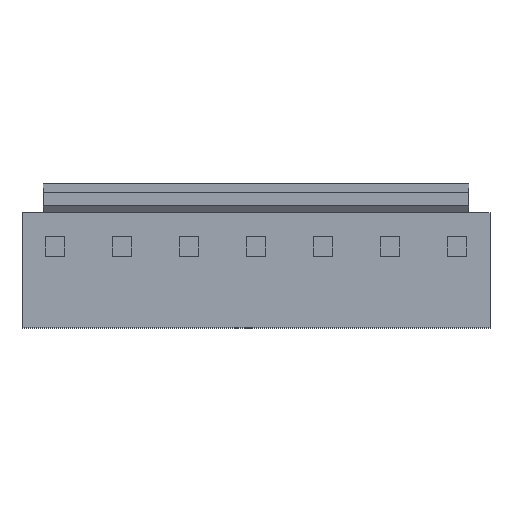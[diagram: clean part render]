
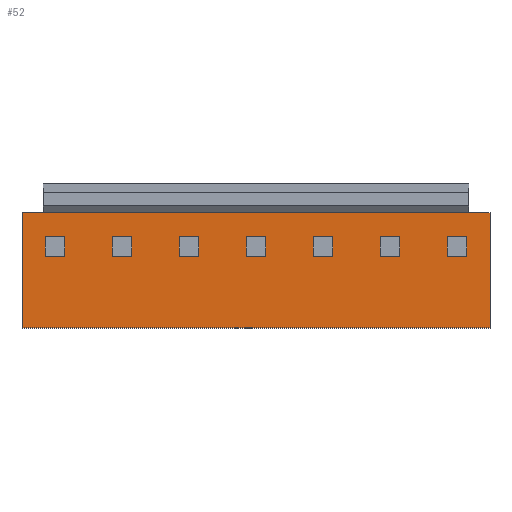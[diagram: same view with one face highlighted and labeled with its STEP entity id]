
A CAD part, top view. The second image highlights one B-rep face of the part: STEP entity #52.
In plain terms, the highlighted planar face has unit normal (0, 0, 1).
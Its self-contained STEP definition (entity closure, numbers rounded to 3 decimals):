
#52=ADVANCED_FACE('',(#156,#157,#158,#159,#160,#161,#162,#163),#164,.T.);
#156=FACE_OUTER_BOUND('',#350,.T.);
#157=FACE_BOUND('',#351,.T.);
#158=FACE_BOUND('',#352,.T.);
#159=FACE_BOUND('',#353,.T.);
#160=FACE_BOUND('',#354,.T.);
#161=FACE_BOUND('',#355,.T.);
#162=FACE_BOUND('',#356,.T.);
#163=FACE_BOUND('',#357,.T.);
#164=PLANE('',#358);
#350=EDGE_LOOP('',(#599,#600,#601,#602,#603,#604));
#351=EDGE_LOOP('',(#605,#606,#607,#608));
#352=EDGE_LOOP('',(#609,#610,#611,#612));
#353=EDGE_LOOP('',(#613,#614,#615,#616));
#354=EDGE_LOOP('',(#617,#618,#619,#620));
#355=EDGE_LOOP('',(#621,#622,#623,#624));
#356=EDGE_LOOP('',(#625,#626,#627,#628));
#357=EDGE_LOOP('',(#629,#630,#631,#632));
#358=AXIS2_PLACEMENT_3D('',#633,#634,#635);
#599=ORIENTED_EDGE('',*,*,#1235,.T.);
#600=ORIENTED_EDGE('',*,*,#1277,.T.);
#601=ORIENTED_EDGE('',*,*,#1278,.F.);
#602=ORIENTED_EDGE('',*,*,#1279,.T.);
#603=ORIENTED_EDGE('',*,*,#1280,.F.);
#604=ORIENTED_EDGE('',*,*,#1237,.F.);
#605=ORIENTED_EDGE('',*,*,#1281,.T.);
#606=ORIENTED_EDGE('',*,*,#1282,.T.);
#607=ORIENTED_EDGE('',*,*,#1283,.F.);
#608=ORIENTED_EDGE('',*,*,#1284,.F.);
#609=ORIENTED_EDGE('',*,*,#1285,.T.);
#610=ORIENTED_EDGE('',*,*,#1286,.T.);
#611=ORIENTED_EDGE('',*,*,#1287,.F.);
#612=ORIENTED_EDGE('',*,*,#1288,.F.);
#613=ORIENTED_EDGE('',*,*,#1289,.T.);
#614=ORIENTED_EDGE('',*,*,#1290,.T.);
#615=ORIENTED_EDGE('',*,*,#1291,.F.);
#616=ORIENTED_EDGE('',*,*,#1292,.F.);
#617=ORIENTED_EDGE('',*,*,#1293,.T.);
#618=ORIENTED_EDGE('',*,*,#1294,.T.);
#619=ORIENTED_EDGE('',*,*,#1295,.F.);
#620=ORIENTED_EDGE('',*,*,#1296,.F.);
#621=ORIENTED_EDGE('',*,*,#1297,.T.);
#622=ORIENTED_EDGE('',*,*,#1298,.T.);
#623=ORIENTED_EDGE('',*,*,#1299,.F.);
#624=ORIENTED_EDGE('',*,*,#1300,.F.);
#625=ORIENTED_EDGE('',*,*,#1301,.T.);
#626=ORIENTED_EDGE('',*,*,#1302,.T.);
#627=ORIENTED_EDGE('',*,*,#1303,.F.);
#628=ORIENTED_EDGE('',*,*,#1304,.F.);
#629=ORIENTED_EDGE('',*,*,#1305,.T.);
#630=ORIENTED_EDGE('',*,*,#1306,.T.);
#631=ORIENTED_EDGE('',*,*,#1307,.F.);
#632=ORIENTED_EDGE('',*,*,#1308,.F.);
#633=CARTESIAN_POINT('',(-13.83,2.0,0.0));
#634=DIRECTION('',(0.0,0.0,1.0));
#635=DIRECTION('',(1.0,0.0,0.0));
#1235=EDGE_CURVE('',#1458,#1456,#1459,.T.);
#1237=EDGE_CURVE('',#1458,#1461,#1462,.T.);
#1277=EDGE_CURVE('',#1456,#1535,#1537,.T.);
#1278=EDGE_CURVE('',#1538,#1535,#1539,.T.);
#1279=EDGE_CURVE('',#1538,#1540,#1541,.T.);
#1280=EDGE_CURVE('',#1461,#1540,#1542,.T.);
#1281=EDGE_CURVE('',#1543,#1544,#1545,.T.);
#1282=EDGE_CURVE('',#1544,#1546,#1547,.T.);
#1283=EDGE_CURVE('',#1548,#1546,#1549,.T.);
#1284=EDGE_CURVE('',#1543,#1548,#1550,.T.);
#1285=EDGE_CURVE('',#1551,#1552,#1553,.T.);
#1286=EDGE_CURVE('',#1552,#1554,#1555,.T.);
#1287=EDGE_CURVE('',#1556,#1554,#1557,.T.);
#1288=EDGE_CURVE('',#1551,#1556,#1558,.T.);
#1289=EDGE_CURVE('',#1559,#1560,#1561,.T.);
#1290=EDGE_CURVE('',#1560,#1562,#1563,.T.);
#1291=EDGE_CURVE('',#1564,#1562,#1565,.T.);
#1292=EDGE_CURVE('',#1559,#1564,#1566,.T.);
#1293=EDGE_CURVE('',#1567,#1568,#1569,.T.);
#1294=EDGE_CURVE('',#1568,#1570,#1571,.T.);
#1295=EDGE_CURVE('',#1572,#1570,#1573,.T.);
#1296=EDGE_CURVE('',#1567,#1572,#1574,.T.);
#1297=EDGE_CURVE('',#1575,#1576,#1577,.T.);
#1298=EDGE_CURVE('',#1576,#1578,#1579,.T.);
#1299=EDGE_CURVE('',#1580,#1578,#1581,.T.);
#1300=EDGE_CURVE('',#1575,#1580,#1582,.T.);
#1301=EDGE_CURVE('',#1583,#1584,#1585,.T.);
#1302=EDGE_CURVE('',#1584,#1586,#1587,.T.);
#1303=EDGE_CURVE('',#1588,#1586,#1589,.T.);
#1304=EDGE_CURVE('',#1583,#1588,#1590,.T.);
#1305=EDGE_CURVE('',#1591,#1592,#1593,.T.);
#1306=EDGE_CURVE('',#1592,#1594,#1595,.T.);
#1307=EDGE_CURVE('',#1596,#1594,#1597,.T.);
#1308=EDGE_CURVE('',#1591,#1596,#1598,.T.);
#1456=VERTEX_POINT('',#1821);
#1458=VERTEX_POINT('',#1824);
#1459=LINE('',#1825,#1826);
#1461=VERTEX_POINT('',#1829);
#1462=LINE('',#1830,#1831);
#1535=VERTEX_POINT('',#1942);
#1537=LINE('',#1945,#1946);
#1538=VERTEX_POINT('',#1947);
#1539=LINE('',#1948,#1949);
#1540=VERTEX_POINT('',#1950);
#1541=LINE('',#1951,#1952);
#1542=LINE('',#1953,#1954);
#1543=VERTEX_POINT('',#1955);
#1544=VERTEX_POINT('',#1956);
#1545=LINE('',#1957,#1958);
#1546=VERTEX_POINT('',#1959);
#1547=LINE('',#1960,#1961);
#1548=VERTEX_POINT('',#1962);
#1549=LINE('',#1963,#1964);
#1550=LINE('',#1965,#1966);
#1551=VERTEX_POINT('',#1967);
#1552=VERTEX_POINT('',#1968);
#1553=LINE('',#1969,#1970);
#1554=VERTEX_POINT('',#1971);
#1555=LINE('',#1972,#1973);
#1556=VERTEX_POINT('',#1974);
#1557=LINE('',#1975,#1976);
#1558=LINE('',#1977,#1978);
#1559=VERTEX_POINT('',#1979);
#1560=VERTEX_POINT('',#1980);
#1561=LINE('',#1981,#1982);
#1562=VERTEX_POINT('',#1983);
#1563=LINE('',#1984,#1985);
#1564=VERTEX_POINT('',#1986);
#1565=LINE('',#1987,#1988);
#1566=LINE('',#1989,#1990);
#1567=VERTEX_POINT('',#1991);
#1568=VERTEX_POINT('',#1992);
#1569=LINE('',#1993,#1994);
#1570=VERTEX_POINT('',#1995);
#1571=LINE('',#1996,#1997);
#1572=VERTEX_POINT('',#1998);
#1573=LINE('',#1999,#2000);
#1574=LINE('',#2001,#2002);
#1575=VERTEX_POINT('',#2003);
#1576=VERTEX_POINT('',#2004);
#1577=LINE('',#2005,#2006);
#1578=VERTEX_POINT('',#2007);
#1579=LINE('',#2008,#2009);
#1580=VERTEX_POINT('',#2010);
#1581=LINE('',#2011,#2012);
#1582=LINE('',#2013,#2014);
#1583=VERTEX_POINT('',#2015);
#1584=VERTEX_POINT('',#2016);
#1585=LINE('',#2017,#2018);
#1586=VERTEX_POINT('',#2019);
#1587=LINE('',#2020,#2021);
#1588=VERTEX_POINT('',#2022);
#1589=LINE('',#2023,#2024);
#1590=LINE('',#2025,#2026);
#1591=VERTEX_POINT('',#2027);
#1592=VERTEX_POINT('',#2028);
#1593=LINE('',#2029,#2030);
#1594=VERTEX_POINT('',#2031);
#1595=LINE('',#2032,#2033);
#1596=VERTEX_POINT('',#2034);
#1597=LINE('',#2035,#2036);
#1598=LINE('',#2037,#2038);
#1821=CARTESIAN_POINT('',(-13.83,-4.8,0.0));
#1824=CARTESIAN_POINT('',(-13.83,2.0,0.0));
#1825=CARTESIAN_POINT('',(-13.83,2.0,0.0));
#1826=VECTOR('',#2395,6.8);
#1829=CARTESIAN_POINT('',(-12.58,2.0,0.0));
#1830=CARTESIAN_POINT('',(-13.83,2.0,0.0));
#1831=VECTOR('',#2397,1.25);
#1942=CARTESIAN_POINT('',(13.83,-4.8,0.0));
#1945=CARTESIAN_POINT('',(-13.83,-4.8,0.0));
#1946=VECTOR('',#2437,27.66);
#1947=CARTESIAN_POINT('',(13.83,2.0,0.0));
#1948=CARTESIAN_POINT('',(13.83,2.0,0.0));
#1949=VECTOR('',#2438,6.8);
#1950=CARTESIAN_POINT('',(12.58,2.0,0.0));
#1951=CARTESIAN_POINT('',(13.83,2.0,0.0));
#1952=VECTOR('',#2439,1.25);
#1953=CARTESIAN_POINT('',(-12.58,2.0,0.0));
#1954=VECTOR('',#2440,25.16);
#1955=CARTESIAN_POINT('',(-11.31,-0.57,0.0));
#1956=CARTESIAN_POINT('',(-12.45,-0.57,0.0));
#1957=CARTESIAN_POINT('',(-11.31,-0.57,0.0));
#1958=VECTOR('',#2441,1.14);
#1959=CARTESIAN_POINT('',(-12.45,0.57,0.0));
#1960=CARTESIAN_POINT('',(-12.45,-0.57,0.0));
#1961=VECTOR('',#2442,1.14);
#1962=CARTESIAN_POINT('',(-11.31,0.57,0.0));
#1963=CARTESIAN_POINT('',(-11.31,0.57,0.0));
#1964=VECTOR('',#2443,1.14);
#1965=CARTESIAN_POINT('',(-11.31,-0.57,0.0));
#1966=VECTOR('',#2444,1.14);
#1967=CARTESIAN_POINT('',(-7.35,-0.57,0.0));
#1968=CARTESIAN_POINT('',(-8.49,-0.57,0.0));
#1969=CARTESIAN_POINT('',(-7.35,-0.57,0.0));
#1970=VECTOR('',#2445,1.14);
#1971=CARTESIAN_POINT('',(-8.49,0.57,0.0));
#1972=CARTESIAN_POINT('',(-8.49,-0.57,0.0));
#1973=VECTOR('',#2446,1.14);
#1974=CARTESIAN_POINT('',(-7.35,0.57,0.0));
#1975=CARTESIAN_POINT('',(-7.35,0.57,0.0));
#1976=VECTOR('',#2447,1.14);
#1977=CARTESIAN_POINT('',(-7.35,-0.57,0.0));
#1978=VECTOR('',#2448,1.14);
#1979=CARTESIAN_POINT('',(-3.39,-0.57,0.0));
#1980=CARTESIAN_POINT('',(-4.53,-0.57,0.0));
#1981=CARTESIAN_POINT('',(-3.39,-0.57,0.0));
#1982=VECTOR('',#2449,1.14);
#1983=CARTESIAN_POINT('',(-4.53,0.57,0.0));
#1984=CARTESIAN_POINT('',(-4.53,-0.57,0.0));
#1985=VECTOR('',#2450,1.14);
#1986=CARTESIAN_POINT('',(-3.39,0.57,0.0));
#1987=CARTESIAN_POINT('',(-3.39,0.57,0.0));
#1988=VECTOR('',#2451,1.14);
#1989=CARTESIAN_POINT('',(-3.39,-0.57,0.0));
#1990=VECTOR('',#2452,1.14);
#1991=CARTESIAN_POINT('',(0.57,-0.57,0.0));
#1992=CARTESIAN_POINT('',(-0.57,-0.57,0.0));
#1993=CARTESIAN_POINT('',(0.57,-0.57,0.0));
#1994=VECTOR('',#2453,1.14);
#1995=CARTESIAN_POINT('',(-0.57,0.57,0.0));
#1996=CARTESIAN_POINT('',(-0.57,-0.57,0.0));
#1997=VECTOR('',#2454,1.14);
#1998=CARTESIAN_POINT('',(0.57,0.57,0.0));
#1999=CARTESIAN_POINT('',(0.57,0.57,0.0));
#2000=VECTOR('',#2455,1.14);
#2001=CARTESIAN_POINT('',(0.57,-0.57,0.0));
#2002=VECTOR('',#2456,1.14);
#2003=CARTESIAN_POINT('',(4.53,-0.57,0.0));
#2004=CARTESIAN_POINT('',(3.39,-0.57,0.0));
#2005=CARTESIAN_POINT('',(4.53,-0.57,0.0));
#2006=VECTOR('',#2457,1.14);
#2007=CARTESIAN_POINT('',(3.39,0.57,0.0));
#2008=CARTESIAN_POINT('',(3.39,-0.57,0.0));
#2009=VECTOR('',#2458,1.14);
#2010=CARTESIAN_POINT('',(4.53,0.57,0.0));
#2011=CARTESIAN_POINT('',(4.53,0.57,0.0));
#2012=VECTOR('',#2459,1.14);
#2013=CARTESIAN_POINT('',(4.53,-0.57,0.0));
#2014=VECTOR('',#2460,1.14);
#2015=CARTESIAN_POINT('',(8.49,-0.57,0.0));
#2016=CARTESIAN_POINT('',(7.35,-0.57,0.0));
#2017=CARTESIAN_POINT('',(8.49,-0.57,0.0));
#2018=VECTOR('',#2461,1.14);
#2019=CARTESIAN_POINT('',(7.35,0.57,0.0));
#2020=CARTESIAN_POINT('',(7.35,-0.57,0.0));
#2021=VECTOR('',#2462,1.14);
#2022=CARTESIAN_POINT('',(8.49,0.57,0.0));
#2023=CARTESIAN_POINT('',(8.49,0.57,0.0));
#2024=VECTOR('',#2463,1.14);
#2025=CARTESIAN_POINT('',(8.49,-0.57,0.0));
#2026=VECTOR('',#2464,1.14);
#2027=CARTESIAN_POINT('',(12.45,-0.57,0.0));
#2028=CARTESIAN_POINT('',(11.31,-0.57,0.0));
#2029=CARTESIAN_POINT('',(12.45,-0.57,0.0));
#2030=VECTOR('',#2465,1.14);
#2031=CARTESIAN_POINT('',(11.31,0.57,0.0));
#2032=CARTESIAN_POINT('',(11.31,-0.57,0.0));
#2033=VECTOR('',#2466,1.14);
#2034=CARTESIAN_POINT('',(12.45,0.57,0.0));
#2035=CARTESIAN_POINT('',(12.45,0.57,0.0));
#2036=VECTOR('',#2467,1.14);
#2037=CARTESIAN_POINT('',(12.45,-0.57,0.0));
#2038=VECTOR('',#2468,1.14);
#2395=DIRECTION('',(0.0,-1.0,0.0));
#2397=DIRECTION('',(1.0,0.0,0.0));
#2437=DIRECTION('',(1.0,0.0,0.0));
#2438=DIRECTION('',(0.0,-1.0,0.0));
#2439=DIRECTION('',(-1.0,0.0,0.0));
#2440=DIRECTION('',(1.0,0.0,0.0));
#2441=DIRECTION('',(-1.0,0.0,0.0));
#2442=DIRECTION('',(0.0,1.0,0.0));
#2443=DIRECTION('',(-1.0,0.0,0.0));
#2444=DIRECTION('',(0.0,1.0,0.0));
#2445=DIRECTION('',(-1.0,0.0,0.0));
#2446=DIRECTION('',(0.0,1.0,0.0));
#2447=DIRECTION('',(-1.0,0.0,0.0));
#2448=DIRECTION('',(0.0,1.0,0.0));
#2449=DIRECTION('',(-1.0,0.0,0.0));
#2450=DIRECTION('',(0.0,1.0,0.0));
#2451=DIRECTION('',(-1.0,0.0,0.0));
#2452=DIRECTION('',(0.0,1.0,0.0));
#2453=DIRECTION('',(-1.0,0.0,0.0));
#2454=DIRECTION('',(0.0,1.0,0.0));
#2455=DIRECTION('',(-1.0,0.0,0.0));
#2456=DIRECTION('',(0.0,1.0,0.0));
#2457=DIRECTION('',(-1.0,0.0,0.0));
#2458=DIRECTION('',(0.0,1.0,0.0));
#2459=DIRECTION('',(-1.0,0.0,0.0));
#2460=DIRECTION('',(0.0,1.0,0.0));
#2461=DIRECTION('',(-1.0,0.0,0.0));
#2462=DIRECTION('',(0.0,1.0,0.0));
#2463=DIRECTION('',(-1.0,0.0,0.0));
#2464=DIRECTION('',(0.0,1.0,0.0));
#2465=DIRECTION('',(-1.0,0.0,0.0));
#2466=DIRECTION('',(0.0,1.0,0.0));
#2467=DIRECTION('',(-1.0,0.0,0.0));
#2468=DIRECTION('',(0.0,1.0,0.0));
